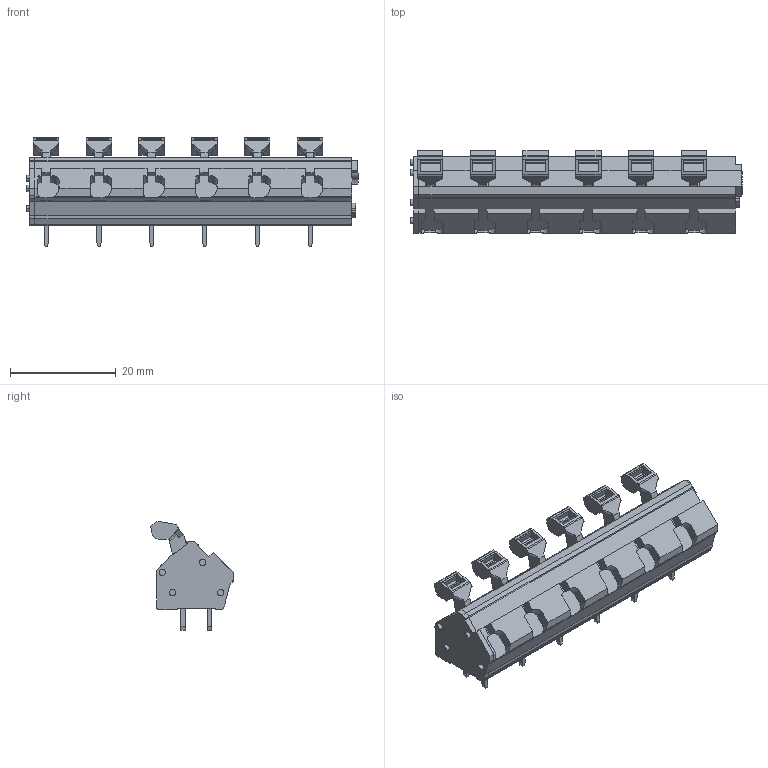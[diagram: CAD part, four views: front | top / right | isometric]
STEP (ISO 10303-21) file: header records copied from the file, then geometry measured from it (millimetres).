
FILE_DESCRIPTION(('CATIA V5 STEP Exchange','CAx-IF Rec.Pracs.--- Model Styling and Organization---1.4--- 2014-01-23'),'2;1');
FILE_NAME ('D1460282_1', '2022-09-14T05:45:42+00:00', ('none'), ('Weidmueller'), 'CATIA Version 5-6 Release 2016 SP3 HF44', 'CATIA V5 STEP AP214', 'none');
FILE_SCHEMA(('AUTOMOTIVE_DESIGN { 1 0 10303 214 1 1 1 1 }'));
Length unit declared in the file: millimetre
Products named in the file (1): 1953970000
Bounding box: 62.9 x 15.6 x 20.65 mm (x, y, z)
Volume: 8930.9 mm3; surface area: 4880.4 mm2
Topology: 20 solids, 20 shells, 626 faces, 1689 edges, 1118 vertices
Faces by surface type: plane 482, cylinder 144
Entity records: 19500 total; most frequent: CARTESIAN_POINT 3912, ORIENTED_EDGE 3378, DIRECTION 2588, EDGE_CURVE 1689, VECTOR 1395, LINE 1395, VERTEX_POINT 1118, AXIS2_PLACEMENT_3D 699
